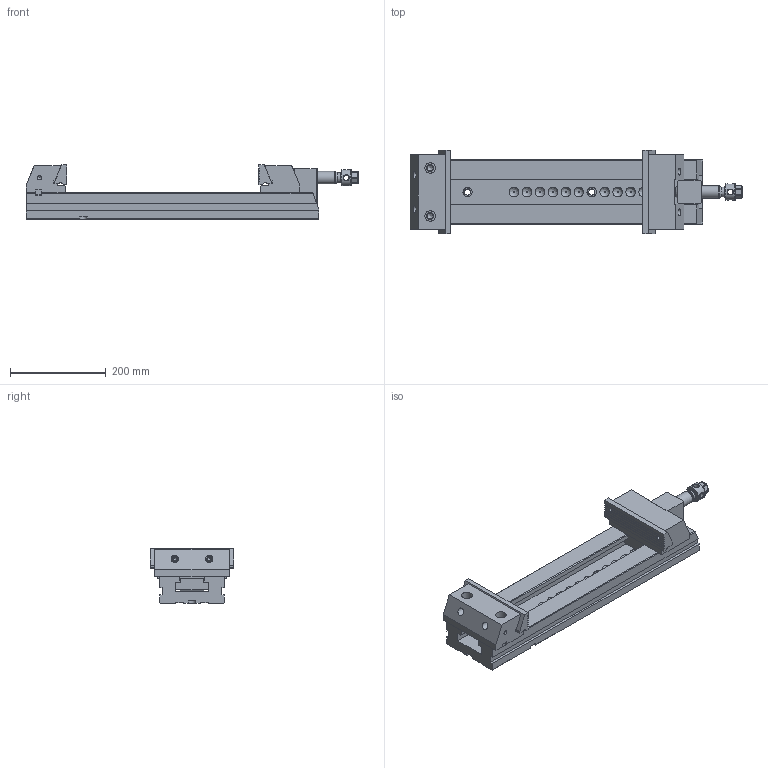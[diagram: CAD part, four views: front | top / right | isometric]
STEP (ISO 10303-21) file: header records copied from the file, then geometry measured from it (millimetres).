
FILE_DESCRIPTION(/* description */ (''),/* implementation_level */ '2;1');
FILE_NAME(/* name */ '30_175X_Mordaza.stp',/* time_stamp */ '2013-11-04T11:49:33+01:00',/* author */ (''),/* organization */ (''),/* preprocessor_version */ 'ST-DEVELOPER v11',/* originating_system */ 'SIEMENS PLM Software NX 7.5',/* authorisation */ '');
FILE_SCHEMA (('CONFIG_CONTROL_DESIGN'));
Length unit declared in the file: millimetre
Products named in the file (1): 30_175X_Mordaza
Bounding box: 692.23 x 175 x 114.5 mm (x, y, z)
Volume: 4848282 mm3; surface area: 595422.1 mm2
Topology: 14 solids, 14 shells, 511 faces, 1359 edges, 896 vertices
Faces by surface type: plane 316, cylinder 110, cone 48, torus 18, bspline 15, sphere 4
Full cylindrical faces by diameter (mm): 4.351 x1, 5.188 x5, 6.985 x4, 8.5 x4, 8.782 x6, 10 x4, 10.579 x4, 12 x8, 12.376 x2, 13 x6, 15 x6, 16 x2, 16.5 x2, 19 x6, 20 x5, 21.25 x1, 22 x2, 26 x2, 30 x2, 33.8 x1, 34 x4
Entity records: 15372 total; most frequent: CARTESIAN_POINT 3440, DIRECTION 2395, ORIENTED_EDGE 2238, EDGE_CURVE 1119, AXIS2_PLACEMENT_3D 839, VERTEX_POINT 836, EDGE_LOOP 742, LINE 717
